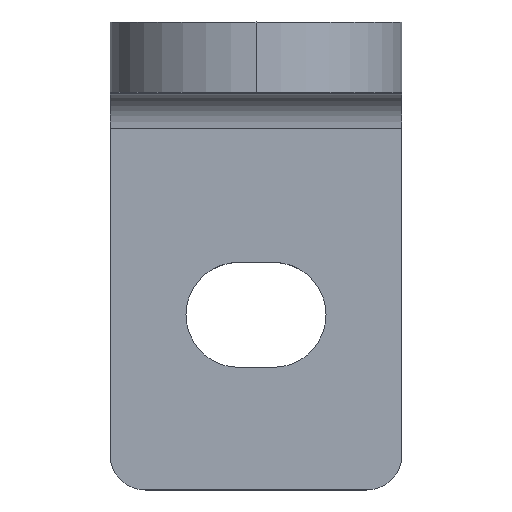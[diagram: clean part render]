
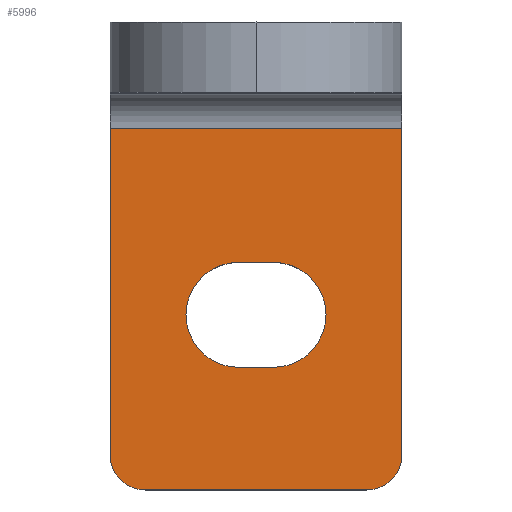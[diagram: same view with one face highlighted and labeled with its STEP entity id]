
A CAD part, top view. The second image highlights one B-rep face of the part: STEP entity #5996.
In plain terms, the highlighted planar face has unit normal (0, 0, 1).
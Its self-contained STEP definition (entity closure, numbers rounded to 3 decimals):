
#56 = EDGE_LOOP ( 'NONE', ( #11037, #10688, #2723, #12052 ) ) ;
#110 = CARTESIAN_POINT ( 'NONE',  ( 12.5, 11., 6. ) ) ;
#118 = CARTESIAN_POINT ( 'NONE',  ( 1.5, -9.5, 6. ) ) ;
#156 = EDGE_CURVE ( 'NONE', #4479, #6370, #1276, .T. ) ;
#360 = LINE ( 'NONE', #5865, #11694 ) ;
#494 = EDGE_LOOP ( 'NONE', ( #4169, #13226, #13687, #3037, #5984, #1945 ) ) ;
#560 = CARTESIAN_POINT ( 'NONE',  ( 12.5, -17., 6. ) ) ;
#984 = EDGE_CURVE ( 'NONE', #5970, #4479, #11219, .T. ) ;
#1067 = EDGE_CURVE ( 'NONE', #9044, #5970, #8802, .T. ) ;
#1195 = LINE ( 'NONE', #4199, #4603 ) ;
#1276 = LINE ( 'NONE', #5689, #6929 ) ;
#1499 = DIRECTION ( 'NONE',  ( 1., 0., 0. ) ) ;
#1874 = DIRECTION ( 'NONE',  ( 1., 0., 0. ) ) ;
#1945 = ORIENTED_EDGE ( 'NONE', *, *, #13189, .T. ) ;
#2218 = DIRECTION ( 'NONE',  ( 1., 0., 0. ) ) ;
#2325 = CARTESIAN_POINT ( 'NONE',  ( -1.5, -0.5, 6. ) ) ;
#2440 = VERTEX_POINT ( 'NONE', #3860 ) ;
#2477 = CARTESIAN_POINT ( 'NONE',  ( -9.5, -20., 6. ) ) ;
#2631 = VECTOR ( 'NONE', #3493, 1000. ) ;
#2701 = VERTEX_POINT ( 'NONE', #10036 ) ;
#2723 = ORIENTED_EDGE ( 'NONE', *, *, #2741, .F. ) ;
#2741 = EDGE_CURVE ( 'NONE', #6370, #9044, #6532, .T. ) ;
#2754 = VERTEX_POINT ( 'NONE', #12027 ) ;
#2844 = EDGE_CURVE ( 'NONE', #11340, #12122, #360, .T. ) ;
#3037 = ORIENTED_EDGE ( 'NONE', *, *, #12272, .T. ) ;
#3043 = LINE ( 'NONE', #110, #12129 ) ;
#3259 = DIRECTION ( 'NONE',  ( 1., 0., 0. ) ) ;
#3493 = DIRECTION ( 'NONE',  ( -1., 0., 0. ) ) ;
#3725 = CIRCLE ( 'NONE', #12360, 3. ) ;
#3860 = CARTESIAN_POINT ( 'NONE',  ( -12.5, -17., 6. ) ) ;
#4097 = CARTESIAN_POINT ( 'NONE',  ( -1.5, -0.5, 6. ) ) ;
#4169 = ORIENTED_EDGE ( 'NONE', *, *, #11103, .F. ) ;
#4199 = CARTESIAN_POINT ( 'NONE',  ( -12.5, -20., 6. ) ) ;
#4479 = VERTEX_POINT ( 'NONE', #10227 ) ;
#4522 = AXIS2_PLACEMENT_3D ( 'NONE', #8382, #8431, #1874 ) ;
#4603 = VECTOR ( 'NONE', #8714, 1000. ) ;
#4818 = DIRECTION ( 'NONE',  ( -1., 0., 0. ) ) ;
#5004 = VERTEX_POINT ( 'NONE', #2477 ) ;
#5648 = CIRCLE ( 'NONE', #4522, 3. ) ;
#5689 = CARTESIAN_POINT ( 'NONE',  ( -1.5, -9.5, 6. ) ) ;
#5792 = CARTESIAN_POINT ( 'NONE',  ( 1.5, -0.5, 6. ) ) ;
#5865 = CARTESIAN_POINT ( 'NONE',  ( 12.5, -20., 6. ) ) ;
#5962 = CARTESIAN_POINT ( 'NONE',  ( 12.5, 11., 6. ) ) ;
#5970 = VERTEX_POINT ( 'NONE', #4097 ) ;
#5984 = ORIENTED_EDGE ( 'NONE', *, *, #2844, .T. ) ;
#5996 = ADVANCED_FACE ( 'NONE', ( #12507, #13184 ), #6579, .T. ) ;
#6370 = VERTEX_POINT ( 'NONE', #118 ) ;
#6532 = CIRCLE ( 'NONE', #11852, 4.5 ) ;
#6579 = PLANE ( 'NONE',  #8743 ) ;
#6929 = VECTOR ( 'NONE', #1499, 1000. ) ;
#7790 = DIRECTION ( 'NONE',  ( -1., 0., 0. ) ) ;
#7828 = DIRECTION ( 'NONE',  ( 0., 0., 1. ) ) ;
#8011 = DIRECTION ( 'NONE',  ( 0., 1., 0. ) ) ;
#8382 = CARTESIAN_POINT ( 'NONE',  ( -9.5, -17., 6. ) ) ;
#8431 = DIRECTION ( 'NONE',  ( 0., 0., 1. ) ) ;
#8714 = DIRECTION ( 'NONE',  ( 0., 1., 0. ) ) ;
#8743 = AXIS2_PLACEMENT_3D ( 'NONE', #8756, #11957, #11920 ) ;
#8756 = CARTESIAN_POINT ( 'NONE',  ( 12.5, -20., 6. ) ) ;
#8802 = LINE ( 'NONE', #2325, #2631 ) ;
#8836 = CARTESIAN_POINT ( 'NONE',  ( -1.5, -5., 6. ) ) ;
#8863 = VECTOR ( 'NONE', #4818, 1000. ) ;
#9044 = VERTEX_POINT ( 'NONE', #5792 ) ;
#9795 = DIRECTION ( 'NONE',  ( 0., 0., 1. ) ) ;
#10001 = EDGE_CURVE ( 'NONE', #2440, #5004, #5648, .T. ) ;
#10036 = CARTESIAN_POINT ( 'NONE',  ( 9.5, -20., 6. ) ) ;
#10227 = CARTESIAN_POINT ( 'NONE',  ( -1.5, -9.5, 6. ) ) ;
#10415 = DIRECTION ( 'NONE',  ( 1., 0., 0. ) ) ;
#10688 = ORIENTED_EDGE ( 'NONE', *, *, #1067, .F. ) ;
#10851 = CARTESIAN_POINT ( 'NONE',  ( 1.5, -5., 6. ) ) ;
#11037 = ORIENTED_EDGE ( 'NONE', *, *, #984, .F. ) ;
#11103 = EDGE_CURVE ( 'NONE', #2440, #2754, #1195, .T. ) ;
#11219 = CIRCLE ( 'NONE', #13632, 4.5 ) ;
#11340 = VERTEX_POINT ( 'NONE', #560 ) ;
#11355 = CARTESIAN_POINT ( 'NONE',  ( 9.5, -17., 6. ) ) ;
#11694 = VECTOR ( 'NONE', #8011, 1000. ) ;
#11775 = LINE ( 'NONE', #12404, #8863 ) ;
#11852 = AXIS2_PLACEMENT_3D ( 'NONE', #10851, #9795, #2218 ) ;
#11920 = DIRECTION ( 'NONE',  ( 1., 0., 0. ) ) ;
#11957 = DIRECTION ( 'NONE',  ( 0., 0., 1. ) ) ;
#12027 = CARTESIAN_POINT ( 'NONE',  ( -12.5, 11., 6. ) ) ;
#12052 = ORIENTED_EDGE ( 'NONE', *, *, #156, .F. ) ;
#12122 = VERTEX_POINT ( 'NONE', #5962 ) ;
#12129 = VECTOR ( 'NONE', #7790, 1000. ) ;
#12272 = EDGE_CURVE ( 'NONE', #2701, #11340, #3725, .T. ) ;
#12360 = AXIS2_PLACEMENT_3D ( 'NONE', #11355, #13663, #10415 ) ;
#12404 = CARTESIAN_POINT ( 'NONE',  ( 12.5, -20., 6. ) ) ;
#12507 = FACE_BOUND ( 'NONE', #56, .T. ) ;
#13184 = FACE_OUTER_BOUND ( 'NONE', #494, .T. ) ;
#13189 = EDGE_CURVE ( 'NONE', #12122, #2754, #3043, .T. ) ;
#13226 = ORIENTED_EDGE ( 'NONE', *, *, #10001, .T. ) ;
#13632 = AXIS2_PLACEMENT_3D ( 'NONE', #8836, #7828, #3259 ) ;
#13663 = DIRECTION ( 'NONE',  ( 0., 0., 1. ) ) ;
#13687 = ORIENTED_EDGE ( 'NONE', *, *, #13703, .F. ) ;
#13703 = EDGE_CURVE ( 'NONE', #2701, #5004, #11775, .T. ) ;
